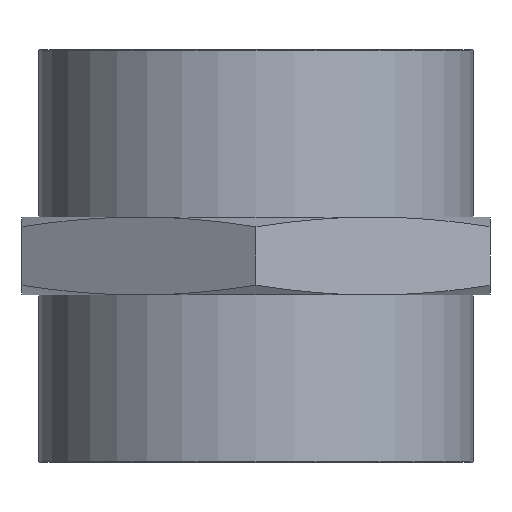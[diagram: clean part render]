
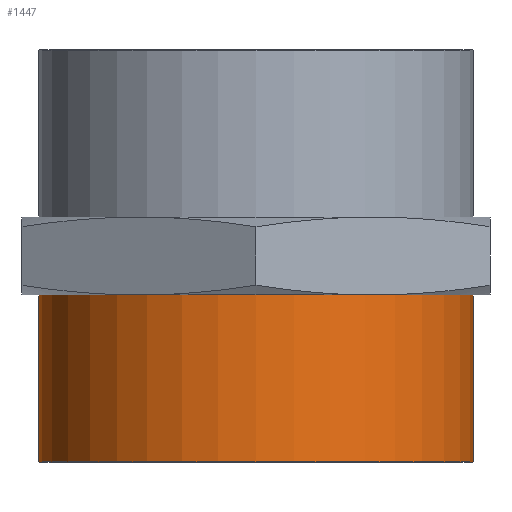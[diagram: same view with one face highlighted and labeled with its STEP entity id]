
A CAD part, left-side view. The second image highlights one B-rep face of the part: STEP entity #1447.
In plain terms, the highlighted cylindrical face has radius 19.476 mm (diameter 38.952 mm), a full revolution.
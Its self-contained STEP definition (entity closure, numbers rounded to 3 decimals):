
#642=CYLINDRICAL_SURFACE('',#1400,19.476);
#692=CIRCLE('',#1377,19.476);
#693=CIRCLE('',#1401,19.476);
#809=ORIENTED_EDGE('',*,*,#933,.F.);
#810=ORIENTED_EDGE('',*,*,#947,.T.);
#880=VERTEX_POINT('',#1281);
#885=VERTEX_POINT('',#1312);
#933=EDGE_CURVE('',#880,#880,#692,.T.);
#947=EDGE_CURVE('',#885,#885,#693,.T.);
#975=EDGE_LOOP('',(#809));
#976=EDGE_LOOP('',(#810));
#1011=FACE_BOUND('',#975,.T.);
#1012=FACE_BOUND('',#976,.T.);
#1123=DIRECTION('',(0.,0.,1.));
#1124=DIRECTION('',(19.476,0.,0.));
#1171=DIRECTION('',(0.,0.,-1.));
#1172=DIRECTION('',(1.,0.,0.));
#1173=DIRECTION('',(0.,0.,1.));
#1174=DIRECTION('',(0.,19.476,0.));
#1281=CARTESIAN_POINT('',(41.461,0.,35.814));
#1282=CARTESIAN_POINT('',(21.985,0.,35.814));
#1311=CARTESIAN_POINT('',(21.985,0.,35.814));
#1312=CARTESIAN_POINT('',(21.985,19.476,20.835));
#1313=CARTESIAN_POINT('',(21.985,0.,20.835));
#1377=AXIS2_PLACEMENT_3D('',#1282,#1123,#1124);
#1400=AXIS2_PLACEMENT_3D('',#1311,#1171,#1172);
#1401=AXIS2_PLACEMENT_3D('',#1313,#1173,#1174);
#1447=ADVANCED_FACE('',(#1011,#1012),#642,.T.);
